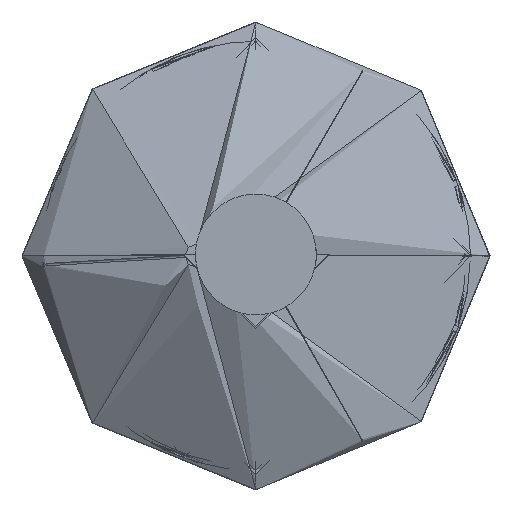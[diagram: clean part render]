
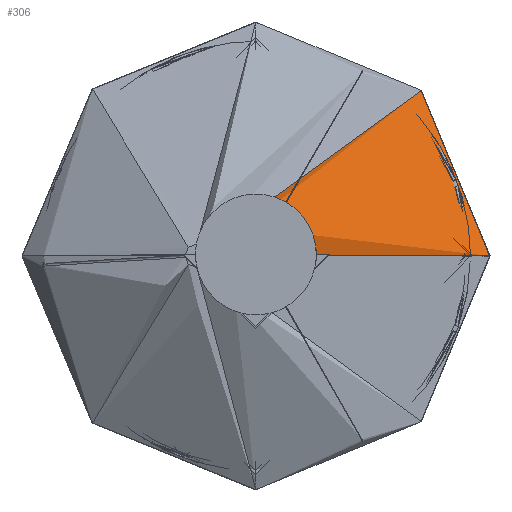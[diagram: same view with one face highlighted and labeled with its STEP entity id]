
A CAD part, top view. The second image highlights one B-rep face of the part: STEP entity #306.
In plain terms, the highlighted free-form (B-spline) face has degree [5, 5] with [6, 6] control points.
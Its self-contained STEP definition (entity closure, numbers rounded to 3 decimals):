
#37=B_SPLINE_SURFACE_WITH_KNOTS($,5,5,((#17314,#17315,#17316,#17317,#17318,
#17319),(#17320,#17321,#17322,#17323,#17324,#17325),(#17326,#17327,#17328,
#17329,#17330,#17331),(#17332,#17333,#17334,#17335,#17336,#17337),(#17338,
#17339,#17340,#17341,#17342,#17343),(#17344,#17345,#17346,#17347,#17348,
#17349)),.UNSPECIFIED.,.F.,.F.,.F.,(6,6),(6,6),(0.,318.236),(0.,
512.833),.UNSPECIFIED.);
#306=ADVANCED_FACE($,(#1056),#37,.T.);
#1056=FACE_OUTER_BOUND($,#1810,.T.);
#1810=EDGE_LOOP($,(#2909,#2910,#2911,#2912));
#2909=ORIENTED_EDGE($,*,*,#6058,.T.);
#2910=ORIENTED_EDGE($,*,*,#5929,.F.);
#2911=ORIENTED_EDGE($,*,*,#6057,.T.);
#2912=ORIENTED_EDGE($,*,*,#6052,.F.);
#5929=EDGE_CURVE($,#7554,#7556,#9127,.T.);
#6052=EDGE_CURVE($,#7644,#7643,#9177,.T.);
#6057=EDGE_CURVE($,#7554,#7643,#9182,.T.);
#6058=EDGE_CURVE($,#7644,#7556,#9183,.T.);
#7554=VERTEX_POINT($,#18597);
#7556=VERTEX_POINT($,#18599);
#7643=VERTEX_POINT($,#18686);
#7644=VERTEX_POINT($,#18687);
#9127=B_SPLINE_CURVE_WITH_KNOTS($,5,(#12377,#12378,#12379,#12380,#12381,
#12382),.UNSPECIFIED.,.F.,.F.,(6,6),(0.,487.248),.UNSPECIFIED.);
#9177=B_SPLINE_CURVE_WITH_KNOTS($,5,(#13296,#13297,#13298,#13299,#13300,
#13301),.UNSPECIFIED.,.F.,.F.,(6,6),(-512.69,0.),.UNSPECIFIED.);
#9182=B_SPLINE_CURVE_WITH_KNOTS($,5,(#13320,#13321,#13322,#13323,#13324,
#13325),.UNSPECIFIED.,.F.,.F.,(6,6),(0.,318.236),.UNSPECIFIED.);
#9183=B_SPLINE_CURVE_WITH_KNOTS($,3,(#13326,#13327,#13328,#13329,#13330,
#13331,#13332,#13333),.UNSPECIFIED.,.F.,.F.,(4,2,2,4),(0.,
0.5,0.75,1.),.UNSPECIFIED.);
#12377=CARTESIAN_POINT($,(-90.657,14.143,-1284.952));
#12378=CARTESIAN_POINT($,(-41.514,50.962,-1286.584));
#12379=CARTESIAN_POINT($,(37.647,109.823,-1295.342));
#12380=CARTESIAN_POINT($,(123.707,172.444,-1329.217));
#12381=CARTESIAN_POINT($,(214.92,238.328,-1372.577));
#12382=CARTESIAN_POINT($,(275.648,280.427,-1431.291));
#13296=CARTESIAN_POINT($,(391.904,0.,-1431.236));
#13297=CARTESIAN_POINT($,(317.122,0.006,-1373.024));
#13298=CARTESIAN_POINT($,(198.217,0.001,-1330.541));
#13299=CARTESIAN_POINT($,(82.878,0.,-1296.71));
#13300=CARTESIAN_POINT($,(-21.277,0.,-1286.753));
#13301=CARTESIAN_POINT($,(-84.723,0.,-1284.97));
#13320=CARTESIAN_POINT($,(-90.657,14.143,-1284.952));
#13321=CARTESIAN_POINT($,(-88.404,11.94,-1284.958));
#13322=CARTESIAN_POINT($,(-86.585,9.294,-1284.964));
#13323=CARTESIAN_POINT($,(-85.329,6.302,-1284.968));
#13324=CARTESIAN_POINT($,(-84.723,3.151,-1284.97));
#13325=CARTESIAN_POINT($,(-84.723,0.,-1284.97));
#13326=CARTESIAN_POINT($,(391.904,0.,-1431.236));
#13327=CARTESIAN_POINT($,(391.905,51.932,-1431.236));
#13328=CARTESIAN_POINT($,(381.582,103.847,-1431.247));
#13329=CARTESIAN_POINT($,(351.757,175.8,-1431.265));
#13330=CARTESIAN_POINT($,(339.451,198.798,-1431.27));
#13331=CARTESIAN_POINT($,(310.579,241.943,-1431.278));
#13332=CARTESIAN_POINT($,(294.014,262.088,-1431.281));
#13333=CARTESIAN_POINT($,(275.648,280.427,-1431.291));
#17314=CARTESIAN_POINT($,(-90.657,14.143,-1284.952));
#17315=CARTESIAN_POINT($,(-41.514,50.962,-1286.584));
#17316=CARTESIAN_POINT($,(37.647,109.823,-1295.342));
#17317=CARTESIAN_POINT($,(123.707,172.444,-1329.217));
#17318=CARTESIAN_POINT($,(214.92,238.328,-1372.577));
#17319=CARTESIAN_POINT($,(275.648,280.427,-1431.291));
#17320=CARTESIAN_POINT($,(-88.404,11.94,-1284.958));
#17321=CARTESIAN_POINT($,(-33.943,42.682,-1286.637));
#17322=CARTESIAN_POINT($,(54.806,92.513,-1295.721));
#17323=CARTESIAN_POINT($,(152.342,146.417,-1330.328));
#17324=CARTESIAN_POINT($,(254.14,202.097,-1373.253));
#17325=CARTESIAN_POINT($,(319.798,236.446,-1431.328));
#17326=CARTESIAN_POINT($,(-86.585,9.294,-1284.964));
#17327=CARTESIAN_POINT($,(-27.952,33.012,-1286.683));
#17328=CARTESIAN_POINT($,(68.612,71.88,-1296.086));
#17329=CARTESIAN_POINT($,(175.861,114.46,-1331.345));
#17330=CARTESIAN_POINT($,(286.202,157.8,-1373.889));
#17331=CARTESIAN_POINT($,(355.314,183.776,-1431.363));
#17332=CARTESIAN_POINT($,(-85.329,6.302,-1284.968));
#17333=CARTESIAN_POINT($,(-23.465,22.446,-1286.732));
#17334=CARTESIAN_POINT($,(78.175,48.755,-1296.514));
#17335=CARTESIAN_POINT($,(190.8,77.397,-1330.755));
#17336=CARTESIAN_POINT($,(306.861,106.769,-1373.283));
#17337=CARTESIAN_POINT($,(379.777,124.641,-1431.329));
#17338=CARTESIAN_POINT($,(-84.723,3.151,-1284.97));
#17339=CARTESIAN_POINT($,(-21.259,11.219,-1286.754));
#17340=CARTESIAN_POINT($,(82.936,24.377,-1296.716));
#17341=CARTESIAN_POINT($,(198.314,38.714,-1330.569));
#17342=CARTESIAN_POINT($,(317.255,53.404,-1373.072));
#17343=CARTESIAN_POINT($,(392.009,62.321,-1431.317));
#17344=CARTESIAN_POINT($,(-84.723,0.,-1284.97));
#17345=CARTESIAN_POINT($,(-21.259,0.,-1286.754));
#17346=CARTESIAN_POINT($,(82.936,0.,-1296.716));
#17347=CARTESIAN_POINT($,(198.314,0.001,-1330.569));
#17348=CARTESIAN_POINT($,(317.255,0.006,-1373.072));
#17349=CARTESIAN_POINT($,(392.009,0.,-1431.317));
#18597=CARTESIAN_POINT($,(-90.657,14.143,-1284.952));
#18599=CARTESIAN_POINT($,(275.648,280.427,-1431.291));
#18686=CARTESIAN_POINT($,(-84.723,0.,-1284.97));
#18687=CARTESIAN_POINT($,(391.904,0.,-1431.236));
